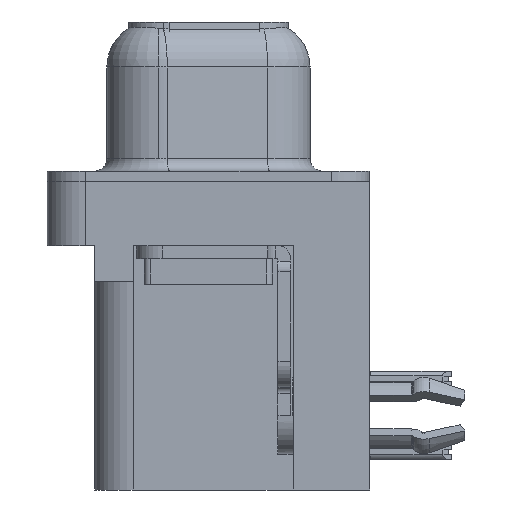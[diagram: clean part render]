
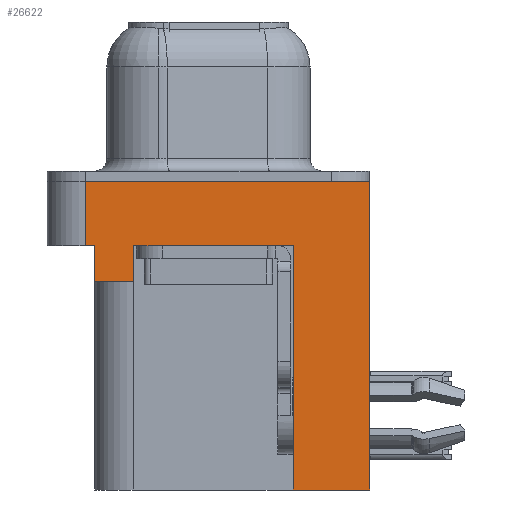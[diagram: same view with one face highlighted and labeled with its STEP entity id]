
A CAD part, left-side view. The second image highlights one B-rep face of the part: STEP entity #26622.
In plain terms, the highlighted planar face has unit normal (-1, 0, 0).
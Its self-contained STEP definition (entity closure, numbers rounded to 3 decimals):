
#594 = LINE ( 'NONE', #5437, #10201 ) ;
#1248 = VECTOR ( 'NONE', #13463, 1000. ) ;
#2469 = VERTEX_POINT ( 'NONE', #12793 ) ;
#2493 = CARTESIAN_POINT ( 'NONE',  ( -2.935, 2.895, -2.5 ) ) ;
#2580 = LINE ( 'NONE', #17807, #11125 ) ;
#2686 = CARTESIAN_POINT ( 'NONE',  ( -2.935, 4.425, -3.9 ) ) ;
#3068 = ORIENTED_EDGE ( 'NONE', *, *, #22735, .T. ) ;
#3192 = LINE ( 'NONE', #9843, #26067 ) ;
#3217 = VECTOR ( 'NONE', #6541, 1000. ) ;
#3271 = EDGE_CURVE ( 'NONE', #24372, #22771, #15331, .T. ) ;
#3549 = DIRECTION ( 'NONE',  ( 0., -1., 0. ) ) ;
#4239 = ORIENTED_EDGE ( 'NONE', *, *, #18276, .F. ) ;
#4265 = LINE ( 'NONE', #18499, #27137 ) ;
#4772 = ORIENTED_EDGE ( 'NONE', *, *, #22960, .F. ) ;
#4803 = EDGE_CURVE ( 'NONE', #24681, #11390, #22792, .T. ) ;
#5373 = ORIENTED_EDGE ( 'NONE', *, *, #3271, .T. ) ;
#5437 = CARTESIAN_POINT ( 'NONE',  ( -2.935, 4.425, -3.9 ) ) ;
#5771 = CARTESIAN_POINT ( 'NONE',  ( -2.935, -6.275, -2.5 ) ) ;
#6502 = EDGE_CURVE ( 'NONE', #2469, #22771, #594, .T. ) ;
#6541 = DIRECTION ( 'NONE',  ( 0., -1., 0. ) ) ;
#7276 = ORIENTED_EDGE ( 'NONE', *, *, #23832, .T. ) ;
#7366 = EDGE_LOOP ( 'NONE', ( #8971, #4772, #5373, #8301, #15571, #7276, #3068, #21006, #4239, #20101 ) ) ;
#7441 = VERTEX_POINT ( 'NONE', #26362 ) ;
#7529 = EDGE_CURVE ( 'NONE', #9896, #15453, #21966, .T. ) ;
#7881 = PLANE ( 'NONE',  #20562 ) ;
#8301 = ORIENTED_EDGE ( 'NONE', *, *, #6502, .F. ) ;
#8899 = VECTOR ( 'NONE', #22731, 1000. ) ;
#8971 = ORIENTED_EDGE ( 'NONE', *, *, #4803, .F. ) ;
#9591 = DIRECTION ( 'NONE',  ( 0., 0., 1. ) ) ;
#9843 = CARTESIAN_POINT ( 'NONE',  ( -2.935, 2.895, -3.9 ) ) ;
#9896 = VERTEX_POINT ( 'NONE', #17592 ) ;
#10003 = CARTESIAN_POINT ( 'NONE',  ( -2.935, 4.775, -2.5 ) ) ;
#10201 = VECTOR ( 'NONE', #23161, 1000. ) ;
#11029 = CARTESIAN_POINT ( 'NONE',  ( -2.935, 4.425, -2.5 ) ) ;
#11125 = VECTOR ( 'NONE', #11269, 1000. ) ;
#11269 = DIRECTION ( 'NONE',  ( 0., 0., 1. ) ) ;
#11389 = EDGE_CURVE ( 'NONE', #7441, #2469, #20059, .T. ) ;
#11390 = VERTEX_POINT ( 'NONE', #20263 ) ;
#12354 = VERTEX_POINT ( 'NONE', #2493 ) ;
#12493 = DIRECTION ( 'NONE',  ( -1., 0., 0. ) ) ;
#12793 = CARTESIAN_POINT ( 'NONE',  ( -2.935, 4.425, -3.9 ) ) ;
#13463 = DIRECTION ( 'NONE',  ( 0., 1., 0. ) ) ;
#13741 = CARTESIAN_POINT ( 'NONE',  ( -2.935, -3.295, -12. ) ) ;
#14437 = DIRECTION ( 'NONE',  ( 0., 0., 1. ) ) ;
#14715 = CARTESIAN_POINT ( 'NONE',  ( -2.935, -6.275, -12. ) ) ;
#15331 = LINE ( 'NONE', #22983, #26176 ) ;
#15453 = VERTEX_POINT ( 'NONE', #16501 ) ;
#15571 = ORIENTED_EDGE ( 'NONE', *, *, #11389, .F. ) ;
#15798 = CARTESIAN_POINT ( 'NONE',  ( -2.935, -6.275, 0. ) ) ;
#15958 = LINE ( 'NONE', #19703, #3217 ) ;
#16501 = CARTESIAN_POINT ( 'NONE',  ( -2.935, -3.295, -2.5 ) ) ;
#17592 = CARTESIAN_POINT ( 'NONE',  ( -2.935, -3.295, -12. ) ) ;
#17807 = CARTESIAN_POINT ( 'NONE',  ( -2.935, -6.275, -2.5 ) ) ;
#18045 = VERTEX_POINT ( 'NONE', #14715 ) ;
#18276 = EDGE_CURVE ( 'NONE', #18045, #9896, #26896, .T. ) ;
#18499 = CARTESIAN_POINT ( 'NONE',  ( -2.935, 4.775, -2.5 ) ) ;
#19536 = VECTOR ( 'NONE', #19915, 1000. ) ;
#19703 = CARTESIAN_POINT ( 'NONE',  ( -2.935, -6.275, -2.5 ) ) ;
#19915 = DIRECTION ( 'NONE',  ( 0., 0., 1. ) ) ;
#20059 = LINE ( 'NONE', #2686, #23895 ) ;
#20101 = ORIENTED_EDGE ( 'NONE', *, *, #25855, .T. ) ;
#20263 = CARTESIAN_POINT ( 'NONE',  ( -2.935, -6.275, 0. ) ) ;
#20562 = AXIS2_PLACEMENT_3D ( 'NONE', #5771, #12493, #25869 ) ;
#21006 = ORIENTED_EDGE ( 'NONE', *, *, #7529, .F. ) ;
#21237 = FACE_OUTER_BOUND ( 'NONE', #7366, .T. ) ;
#21966 = LINE ( 'NONE', #22234, #19536 ) ;
#22234 = CARTESIAN_POINT ( 'NONE',  ( -2.935, -3.295, -12. ) ) ;
#22581 = DIRECTION ( 'NONE',  ( 0., 1., 0. ) ) ;
#22731 = DIRECTION ( 'NONE',  ( 0., -1., 0. ) ) ;
#22735 = EDGE_CURVE ( 'NONE', #12354, #15453, #15958, .T. ) ;
#22771 = VERTEX_POINT ( 'NONE', #11029 ) ;
#22792 = LINE ( 'NONE', #15798, #8899 ) ;
#22960 = EDGE_CURVE ( 'NONE', #24372, #24681, #4265, .T. ) ;
#22983 = CARTESIAN_POINT ( 'NONE',  ( -2.935, -6.275, -2.5 ) ) ;
#23161 = DIRECTION ( 'NONE',  ( 0., 0., 1. ) ) ;
#23832 = EDGE_CURVE ( 'NONE', #7441, #12354, #3192, .T. ) ;
#23895 = VECTOR ( 'NONE', #22581, 1000. ) ;
#24372 = VERTEX_POINT ( 'NONE', #10003 ) ;
#24681 = VERTEX_POINT ( 'NONE', #28368 ) ;
#25855 = EDGE_CURVE ( 'NONE', #18045, #11390, #2580, .T. ) ;
#25869 = DIRECTION ( 'NONE',  ( 0., 0., 1. ) ) ;
#26067 = VECTOR ( 'NONE', #14437, 1000. ) ;
#26176 = VECTOR ( 'NONE', #3549, 1000. ) ;
#26362 = CARTESIAN_POINT ( 'NONE',  ( -2.935, 2.895, -3.9 ) ) ;
#26622 = ADVANCED_FACE ( 'NONE', ( #21237 ), #7881, .T. ) ;
#26896 = LINE ( 'NONE', #13741, #1248 ) ;
#27137 = VECTOR ( 'NONE', #9591, 1000. ) ;
#28368 = CARTESIAN_POINT ( 'NONE',  ( -2.935, 4.775, 0. ) ) ;
